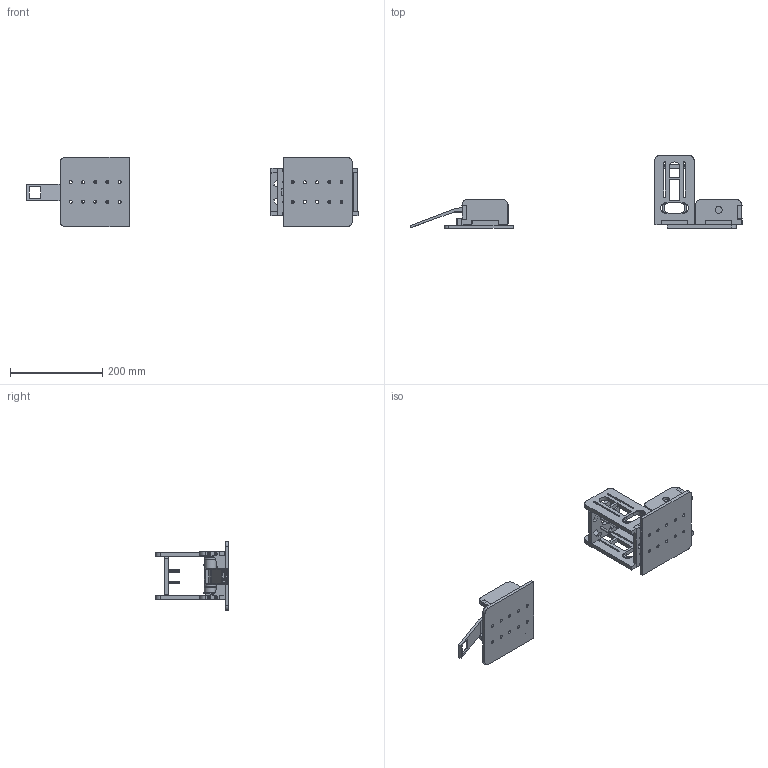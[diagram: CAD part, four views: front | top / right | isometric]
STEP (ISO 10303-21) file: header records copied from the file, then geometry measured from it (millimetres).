
FILE_DESCRIPTION( ( '' ), ' ' );
FILE_NAME( '5d12f4fd5803ef17644fc2ef.step', '2019-06-26T04:30:54', ( '' ), ( '' ), ' ', ' ', ' ' );
FILE_SCHEMA( ( 'AUTOMOTIVE_DESIGN { 1 0 10303 214 1 1 1 1 }' ) );
Length unit declared in the file: metre
Products named in the file (15): Assem1; Part 4; Part 2; Part 1; Part 11; Part 16; Part 29; Part 3; Part 5; Part 15; Part 30; Part 10; Part 13; Part 12; Part 14
Assembly tree (22 placements, depth 2):
  Assem1
    Part 4  x2
    Part 2
    Part 1  x4
    Part 11
    Part 16
    Part 29  x2
    Part 3  x3
    Part 5
    Part 15
    Part 30
    Part 10
    Part 13
    Part 12
    Part 14  x2
Bounding box: 720.62 x 157.99 x 150.2 mm (x, y, z)
Volume: 892530.8 mm3; surface area: 347821.2 mm2
Topology: 22 solids, 22 shells, 606 faces, 1523 edges, 1018 vertices
Faces by surface type: plane 363, cylinder 243
Full cylindrical faces by diameter (mm): 2.12 x4, 2.8 x28, 3.5 x20, 5 x8, 6.5 x44, 8.05 x2, 15 x5, 22 x1, 25 x2, 27 x4
Entity records: 10489 total; most frequent: CARTESIAN_POINT 1841, DIRECTION 1762, ORIENTED_EDGE 1556, EDGE_CURVE 778, AXIS2_PLACEMENT_3D 627, EDGE_LOOP 562, VERTEX_POINT 562, LINE 508
